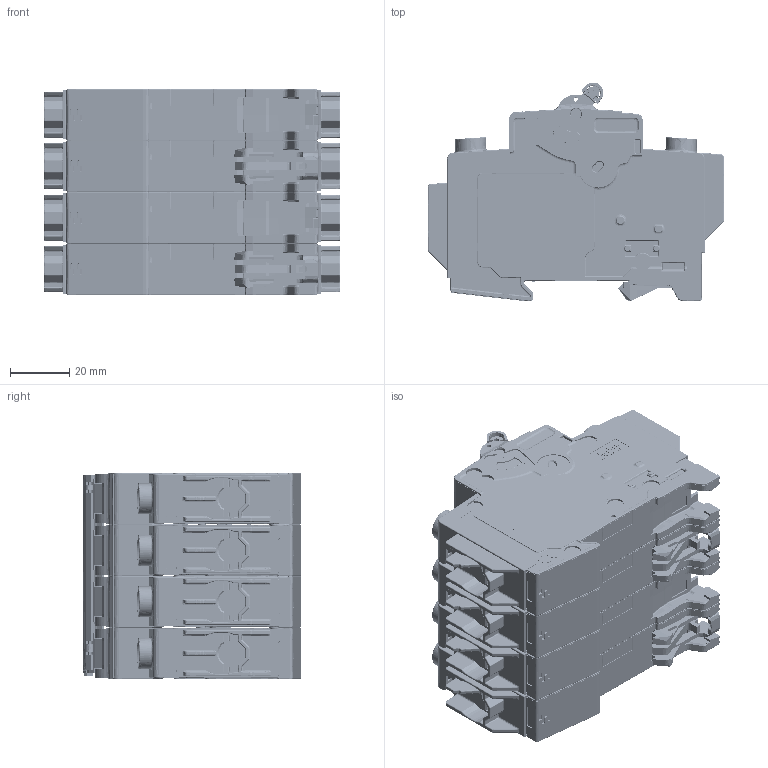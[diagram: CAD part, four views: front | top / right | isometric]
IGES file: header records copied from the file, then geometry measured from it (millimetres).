
Start section:  PTC IGES file: 2cds274427_s204pr.igs
Global section: file name: 2cds274427_s204pr.igs; native system: Creo Elements/Pro by Parametric Technology Corporation; preprocessor: 2011080; author: DEU123579; organization: Unknown; date: 20110915.143648; units: millimetre
Bounding box: 100 x 73.85 x 69.6 mm (x, y, z)
Surface area: 103549.3 mm2 (no closed solid volume)
Topology: 0 solids, 0 shells, 13277 faces, 70662 edges, 70650 vertices
Faces by surface type: bspline 13277
